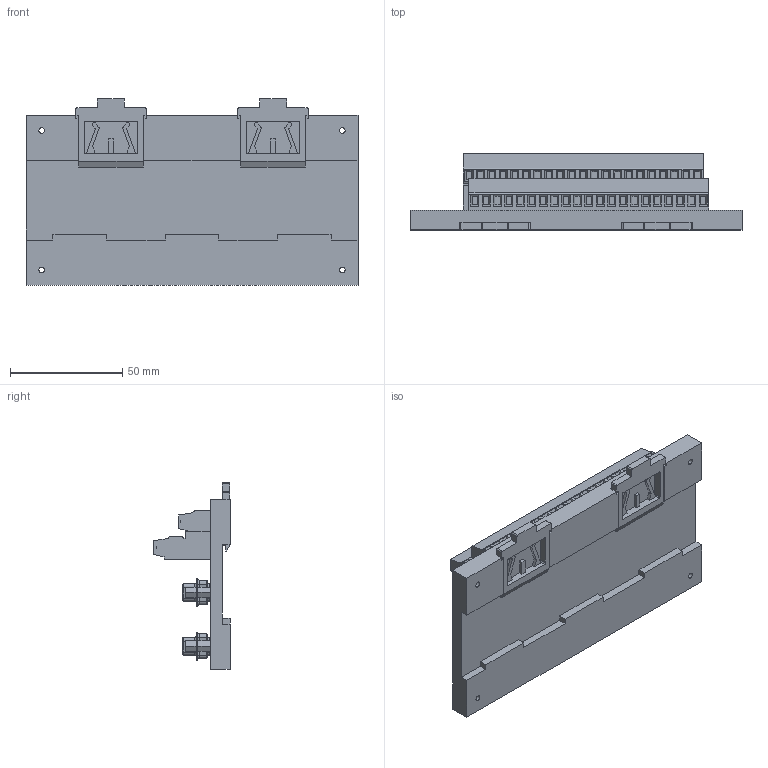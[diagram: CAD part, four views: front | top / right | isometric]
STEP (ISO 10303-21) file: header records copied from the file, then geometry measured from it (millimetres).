
FILE_DESCRIPTION (( 'STEP AP203' ), '1' );
FILE_NAME ('DN-37-A.STEP', '2022-04-18T00:45:52', ( 'Windows 使用者' ), ( '' ), 'SwSTEP 2.0', 'SolidWorks 2020', '' );
FILE_SCHEMA (( 'CONFIG_CONTROL_DESIGN' ));
Length unit declared in the file: millimetre
Products named in the file (9): DN_單層主體_小; DN-37-A; 5.08 19pin_H; DN_固定片_ 小; 5.08 19pin; DN-37 IO_PCB; D-SUB-37pin-F_2_180D
Assembly tree (10 placements, depth 3):
  DN-37-A
    DN_單層主體_小
      DN_單層主體_小
      DN_固定片_ 小  x2
    DN-37 IO_PCB
      DN-37 IO_PCB
      D-SUB-37pin-F_2_180D  x2
      5.08 19pin_H
      5.08 19pin
Bounding box: 147.7 x 33.95 x 83 mm (x, y, z)
Volume: 97851.6 mm3; surface area: 83488.4 mm2
Topology: 8 solids, 8 shells, 1540 faces, 3495 edges, 2252 vertices
Faces by surface type: plane 971, cylinder 535, torus 34
Entity records: 32830 total; most frequent: DIRECTION 5581, CARTESIAN_POINT 5425, ORIENTED_EDGE 5202, EDGE_CURVE 2601, LINE 1935, VECTOR 1935, AXIS2_PLACEMENT_3D 1823, VERTEX_POINT 1667
